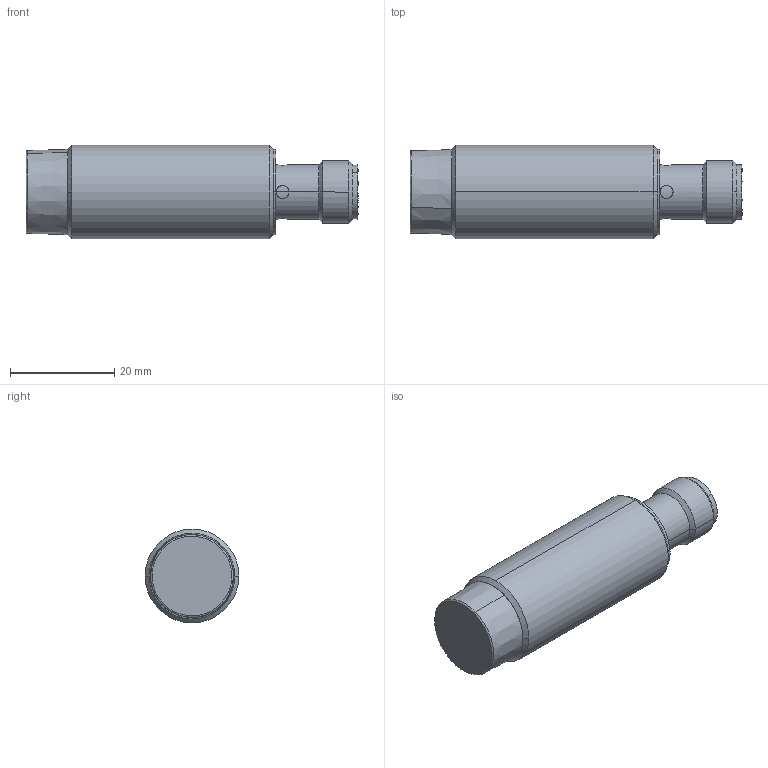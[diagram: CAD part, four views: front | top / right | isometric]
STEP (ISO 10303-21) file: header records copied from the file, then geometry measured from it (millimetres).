
FILE_DESCRIPTION (( 'STEP AP214' ), '1' );
FILE_NAME ('AK1-AN-4H.step', '2018-04-12T19:11:13', ( '' ), ( '' ), 'SwSTEP 2.0', 'SolidWorks 2017', '' );
FILE_SCHEMA (( 'AUTOMOTIVE_DESIGN' ));
Length unit declared in the file: inch
Products named in the file (1): AK1-AN-4H
Bounding box: 63.8 x 18 x 18 mm (x, y, z)
Volume: 12754.1 mm3; surface area: 5691.7 mm2
Topology: 4 solids, 4 shells, 118 faces, 298 edges, 190 vertices
Faces by surface type: cylinder 62, plane 24, cone 20, bspline 12
Entity records: 5684 total; most frequent: CARTESIAN_POINT 1236, DIRECTION 627, ORIENTED_EDGE 580, EDGE_CURVE 290, AXIS2_PLACEMENT_3D 257, VERTEX_POINT 190, CIRCLE 150, EDGE_LOOP 128
